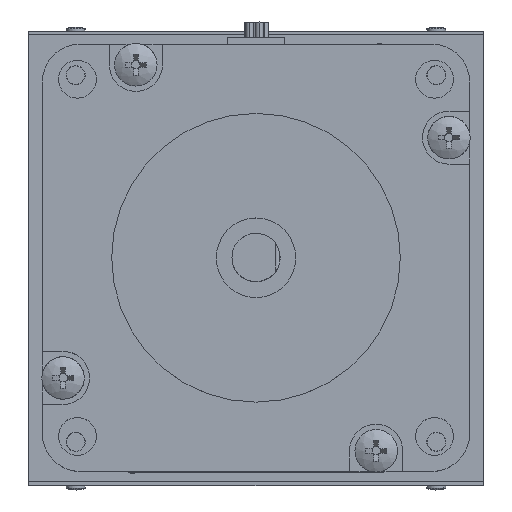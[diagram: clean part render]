
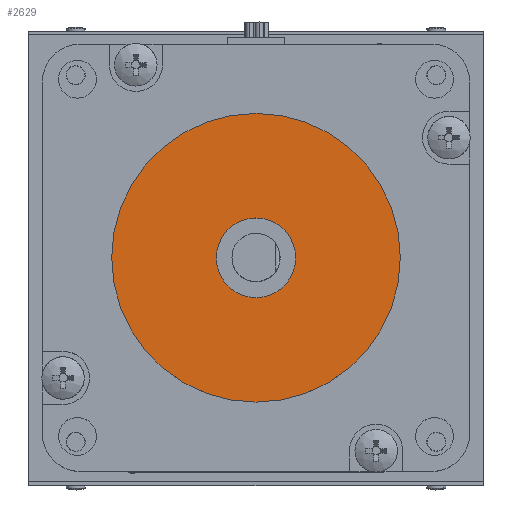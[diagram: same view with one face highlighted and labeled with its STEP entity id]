
A CAD part, top view. The second image highlights one B-rep face of the part: STEP entity #2629.
In plain terms, the highlighted planar face has unit normal (0, 0, 1).
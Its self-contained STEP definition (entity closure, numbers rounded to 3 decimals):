
#2629 = ADVANCED_FACE ( 'NONE', ( #64657, #9169 ), #39574, .T. ) ;
#3477 = DIRECTION ( 'NONE',  ( 0., 0., -1. ) ) ;
#4458 = CARTESIAN_POINT ( 'NONE',  ( 0., 0., 52.6 ) ) ;
#6871 = ORIENTED_EDGE ( 'NONE', *, *, #8778, .T. ) ;
#7141 = DIRECTION ( 'NONE',  ( 0., 0., -1. ) ) ;
#8778 = EDGE_CURVE ( 'NONE', #37405, #14749, #18646, .T. ) ;
#8883 = AXIS2_PLACEMENT_3D ( 'NONE', #43142, #11939, #48466 ) ;
#9169 = FACE_BOUND ( 'NONE', #58651, .T. ) ;
#9667 = DIRECTION ( 'NONE',  ( -1., 0., 0. ) ) ;
#9821 = VERTEX_POINT ( 'NONE', #28037 ) ;
#11939 = DIRECTION ( 'NONE',  ( 0., 0., -1. ) ) ;
#12915 = AXIS2_PLACEMENT_3D ( 'NONE', #4458, #40946, #9667 ) ;
#14267 = AXIS2_PLACEMENT_3D ( 'NONE', #60530, #29286, #65796 ) ;
#14749 = VERTEX_POINT ( 'NONE', #25378 ) ;
#16524 = EDGE_CURVE ( 'NONE', #9821, #67167, #32777, .T. ) ;
#18646 = CIRCLE ( 'NONE', #8883, 5.25 ) ;
#20533 = ORIENTED_EDGE ( 'NONE', *, *, #62135, .F. ) ;
#25378 = CARTESIAN_POINT ( 'NONE',  ( -5.25, 0., 52.6 ) ) ;
#28037 = CARTESIAN_POINT ( 'NONE',  ( -19.05, 0., 52.6 ) ) ;
#29286 = DIRECTION ( 'NONE',  ( 0., 0., 1. ) ) ;
#31377 = AXIS2_PLACEMENT_3D ( 'NONE', #34747, #3477, #40008 ) ;
#32777 = CIRCLE ( 'NONE', #31377, 19.05 ) ;
#34747 = CARTESIAN_POINT ( 'NONE',  ( 0., 0., 52.6 ) ) ;
#35495 = CARTESIAN_POINT ( 'NONE',  ( 19.05, 0., 52.6 ) ) ;
#37405 = VERTEX_POINT ( 'NONE', #44711 ) ;
#38394 = CARTESIAN_POINT ( 'NONE',  ( 0., 0., 52.6 ) ) ;
#39574 = PLANE ( 'NONE',  #14267 ) ;
#40008 = DIRECTION ( 'NONE',  ( 1., 0., 0. ) ) ;
#40946 = DIRECTION ( 'NONE',  ( 0., 0., -1. ) ) ;
#43142 = CARTESIAN_POINT ( 'NONE',  ( 0., 0., 52.6 ) ) ;
#43615 = DIRECTION ( 'NONE',  ( 1., 0., 0. ) ) ;
#44711 = CARTESIAN_POINT ( 'NONE',  ( 5.25, 0., 52.6 ) ) ;
#46415 = ORIENTED_EDGE ( 'NONE', *, *, #64427, .T. ) ;
#48466 = DIRECTION ( 'NONE',  ( -1., 0., 0. ) ) ;
#48627 = CIRCLE ( 'NONE', #55637, 19.05 ) ;
#51518 = EDGE_LOOP ( 'NONE', ( #20533, #58607 ) ) ;
#55637 = AXIS2_PLACEMENT_3D ( 'NONE', #38394, #7141, #43615 ) ;
#58607 = ORIENTED_EDGE ( 'NONE', *, *, #16524, .F. ) ;
#58651 = EDGE_LOOP ( 'NONE', ( #46415, #6871 ) ) ;
#60530 = CARTESIAN_POINT ( 'NONE',  ( 0., 0., 52.6 ) ) ;
#60692 = CIRCLE ( 'NONE', #12915, 5.25 ) ;
#62135 = EDGE_CURVE ( 'NONE', #67167, #9821, #48627, .T. ) ;
#64427 = EDGE_CURVE ( 'NONE', #14749, #37405, #60692, .T. ) ;
#64657 = FACE_OUTER_BOUND ( 'NONE', #51518, .T. ) ;
#65796 = DIRECTION ( 'NONE',  ( 1., 0., 0. ) ) ;
#67167 = VERTEX_POINT ( 'NONE', #35495 ) ;
